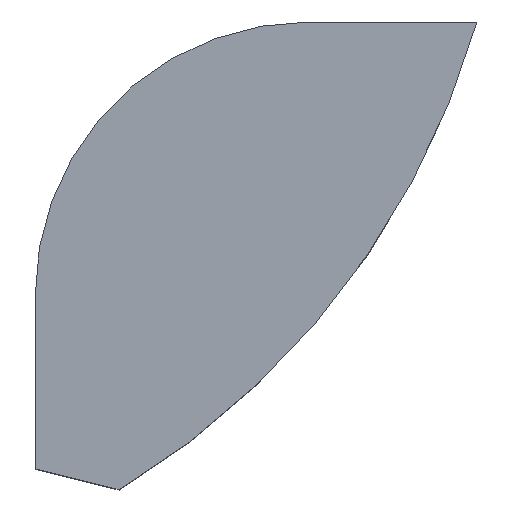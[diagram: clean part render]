
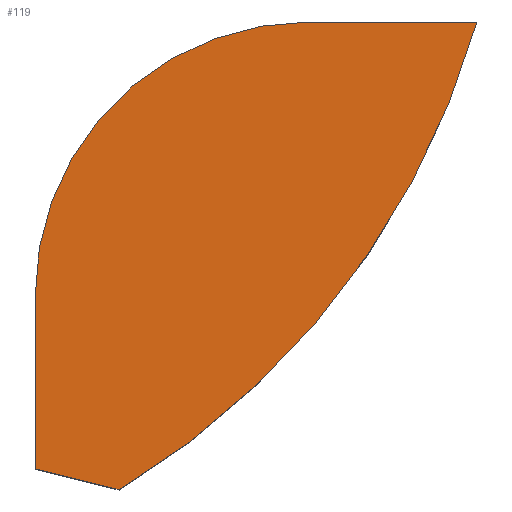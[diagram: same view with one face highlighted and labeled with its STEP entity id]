
A CAD part, top view. The second image highlights one B-rep face of the part: STEP entity #119.
In plain terms, the highlighted planar face has unit normal (0, 0, 1).
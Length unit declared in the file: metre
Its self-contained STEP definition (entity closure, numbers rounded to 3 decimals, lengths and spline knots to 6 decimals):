
#13=CIRCLE('',#137,0.005913);
#15=CIRCLE('',#141,0.002014);
#38=ORIENTED_EDGE('',*,*,#50,.T.);
#39=ORIENTED_EDGE('',*,*,#54,.T.);
#40=ORIENTED_EDGE('',*,*,#57,.F.);
#41=ORIENTED_EDGE('',*,*,#60,.T.);
#42=ORIENTED_EDGE('',*,*,#62,.T.);
#50=EDGE_CURVE('',#66,#65,#75,.T.);
#54=EDGE_CURVE('',#65,#68,#13,.T.);
#57=EDGE_CURVE('',#70,#68,#80,.T.);
#60=EDGE_CURVE('',#70,#72,#15,.T.);
#62=EDGE_CURVE('',#72,#66,#83,.T.);
#65=VERTEX_POINT('',#186);
#66=VERTEX_POINT('',#188);
#68=VERTEX_POINT('',#194);
#70=VERTEX_POINT('',#200);
#72=VERTEX_POINT('',#206);
#75=LINE('',#187,#86);
#80=LINE('',#201,#91);
#83=LINE('',#210,#94);
#86=VECTOR('',#151,1.);
#91=VECTOR('',#164,1.);
#94=VECTOR('',#175,1.);
#100=EDGE_LOOP('',(#38,#39,#40,#41,#42));
#107=FACE_BOUND('',#100,.T.);
#112=PLANE('',#143);
#119=ADVANCED_FACE('',(#107),#112,.T.);
#137=AXIS2_PLACEMENT_3D('',#195,#158,#159);
#141=AXIS2_PLACEMENT_3D('',#207,#170,#171);
#143=AXIS2_PLACEMENT_3D('',#211,#176,#177);
#151=DIRECTION('',(0.971,-0.24,0.));
#158=DIRECTION('',(0.,0.,1.));
#159=DIRECTION('',(1.,0.,0.));
#164=DIRECTION('',(1.,0.,0.));
#170=DIRECTION('',(0.,0.,1.));
#171=DIRECTION('',(1.,0.,0.));
#175=DIRECTION('',(0.,-1.,0.));
#176=DIRECTION('',(0.,0.,1.));
#177=DIRECTION('',(1.,0.,0.));
#186=CARTESIAN_POINT('',(0.012999,0.042055,0.0015));
#187=CARTESIAN_POINT('',(0.01269,0.042131,0.0015));
#188=CARTESIAN_POINT('',(0.012382,0.042208,0.0015));
#194=CARTESIAN_POINT('',(0.015635,0.045501,0.0015));
#195=CARTESIAN_POINT('',(0.009948,0.04712,0.0015));
#200=CARTESIAN_POINT('',(0.014396,0.045501,0.0015));
#201=CARTESIAN_POINT('',(0.015016,0.045501,0.0015));
#206=CARTESIAN_POINT('',(0.012382,0.043487,0.0015));
#207=CARTESIAN_POINT('',(0.014396,0.043487,0.0015));
#210=CARTESIAN_POINT('',(0.012382,0.042847,0.0015));
#211=CARTESIAN_POINT('',(-0.000463,0.034297,0.0015));
